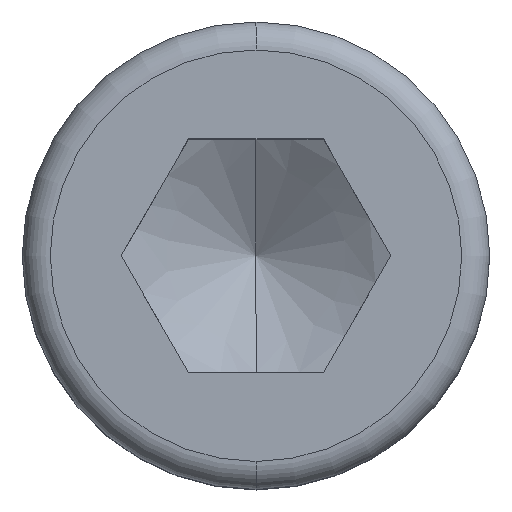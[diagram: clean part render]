
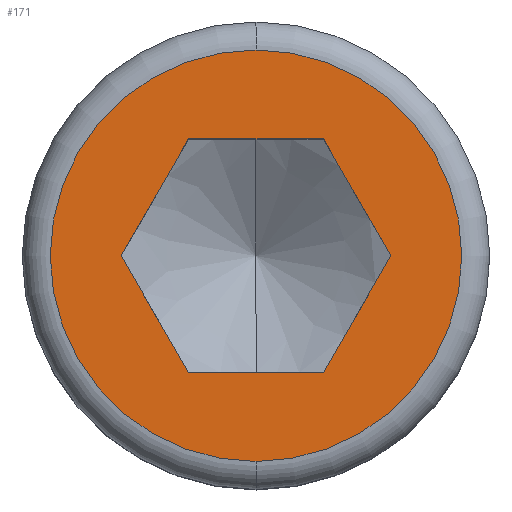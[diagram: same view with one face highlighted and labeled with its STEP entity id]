
A CAD part, top view. The second image highlights one B-rep face of the part: STEP entity #171.
In plain terms, the highlighted planar face has unit normal (0, 0, 1).
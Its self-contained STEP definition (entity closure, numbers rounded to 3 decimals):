
#171=ADVANCED_FACE('',(#401,#402),#403,.T.);
#175=EDGE_CURVE('',#321,#285,#407,.T.);
#191=EDGE_CURVE('',#281,#255,#427,.T.);
#197=EDGE_CURVE('',#205,#239,#433,.T.);
#205=VERTEX_POINT('',#442);
#239=VERTEX_POINT('',#479);
#243=EDGE_CURVE('',#285,#321,#483,.T.);
#251=EDGE_CURVE('',#255,#205,#491,.T.);
#255=VERTEX_POINT('',#495);
#263=EDGE_CURVE('',#305,#281,#504,.T.);
#281=VERTEX_POINT('',#526);
#285=VERTEX_POINT('',#530);
#297=EDGE_CURVE('',#327,#305,#544,.T.);
#305=VERTEX_POINT('',#553);
#321=VERTEX_POINT('',#571);
#323=EDGE_CURVE('',#239,#327,#573,.T.);
#327=VERTEX_POINT('',#577);
#401=FACE_BOUND('',#656,.T.);
#402=FACE_OUTER_BOUND('',#657,.T.);
#403=PLANE('',#658);
#407=CIRCLE('',#665,4.4);
#427=LINE('',#687,#688);
#433=LINE('',#695,#696);
#442=CARTESIAN_POINT('',(1.443,2.498,6.0));
#479=CARTESIAN_POINT('',(2.885,0.,6.0));
#483=CIRCLE('',#789,4.4);
#491=LINE('',#801,#802);
#495=CARTESIAN_POINT('',(-1.443,2.498,6.0));
#504=LINE('',#817,#818);
#526=CARTESIAN_POINT('',(-2.885,0.,6.0));
#530=CARTESIAN_POINT('',(0.,4.4,6.));
#544=LINE('',#883,#884);
#553=CARTESIAN_POINT('',(-1.443,-2.498,6.0));
#571=CARTESIAN_POINT('',(0.,-4.4,6.));
#573=LINE('',#940,#941);
#577=CARTESIAN_POINT('',(1.443,-2.498,6.0));
#656=EDGE_LOOP('',(#1030,#1031,#1032,#1033,#1034,#1035));
#657=EDGE_LOOP('',(#1036,#1037));
#658=AXIS2_PLACEMENT_3D('',#1038,#1039,#1040);
#665=AXIS2_PLACEMENT_3D('',#1042,#1043,#1044);
#687=CARTESIAN_POINT('',(-1.803,1.874,6.0));
#688=VECTOR('',#1079,1.0);
#695=CARTESIAN_POINT('',(2.524,0.625,6.0));
#696=VECTOR('',#1080,1.0);
#789=AXIS2_PLACEMENT_3D('',#1126,#1127,#1128);
#801=CARTESIAN_POINT('',(0.721,2.498,6.0));
#802=VECTOR('',#1138,1.0);
#817=CARTESIAN_POINT('',(-2.524,-0.625,6.0));
#818=VECTOR('',#1150,1.0);
#883=CARTESIAN_POINT('',(-0.721,-2.498,6.0));
#884=VECTOR('',#1191,1.0);
#940=CARTESIAN_POINT('',(1.803,-1.874,6.0));
#941=VECTOR('',#1227,1.0);
#1030=ORIENTED_EDGE('',*,*,#263,.T.);
#1031=ORIENTED_EDGE('',*,*,#191,.T.);
#1032=ORIENTED_EDGE('',*,*,#251,.T.);
#1033=ORIENTED_EDGE('',*,*,#197,.T.);
#1034=ORIENTED_EDGE('',*,*,#323,.T.);
#1035=ORIENTED_EDGE('',*,*,#297,.T.);
#1036=ORIENTED_EDGE('',*,*,#175,.T.);
#1037=ORIENTED_EDGE('',*,*,#243,.T.);
#1038=CARTESIAN_POINT('',(0.,-3.942,6.));
#1039=DIRECTION('',(0.,0.,1.0));
#1040=DIRECTION('',(0.,-1.0,0.));
#1042=CARTESIAN_POINT('',(0.,0.,6.));
#1043=DIRECTION('',(0.,0.,1.0));
#1044=DIRECTION('',(-1.0,0.0,0.));
#1079=DIRECTION('',(0.5,0.866,0.0));
#1080=DIRECTION('',(0.5,-0.866,0.0));
#1126=CARTESIAN_POINT('',(0.,0.,6.));
#1127=DIRECTION('',(0.,0.,1.0));
#1128=DIRECTION('',(-1.0,0.0,0.));
#1138=DIRECTION('',(1.0,0.0,0.0));
#1150=DIRECTION('',(-0.5,0.866,0.0));
#1191=DIRECTION('',(-1.0,0.0,0.0));
#1227=DIRECTION('',(-0.5,-0.866,0.0));
